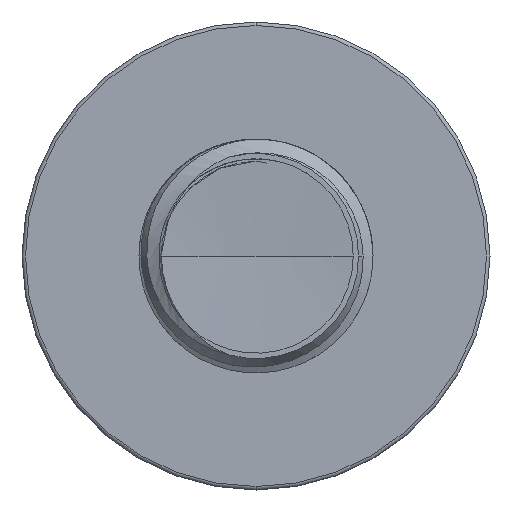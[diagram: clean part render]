
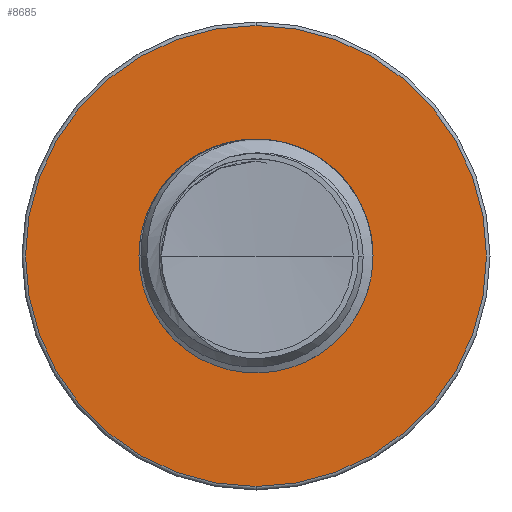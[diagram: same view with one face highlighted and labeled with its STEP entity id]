
A CAD part, front view. The second image highlights one B-rep face of the part: STEP entity #8685.
In plain terms, the highlighted planar face has unit normal (0, -1, 0).
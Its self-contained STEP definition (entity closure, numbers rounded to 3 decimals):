
#302 = EDGE_CURVE ( 'NONE', #4328, #45022, #6906, .T. ) ;
#910 = EDGE_CURVE ( 'NONE', #28177, #12387, #26447, .T. ) ;
#3648 = CARTESIAN_POINT ( 'NONE',  ( 0., 30., 0. ) ) ;
#4328 = VERTEX_POINT ( 'NONE', #46822 ) ;
#5048 = CARTESIAN_POINT ( 'NONE',  ( 0., 30., 0. ) ) ;
#6318 = EDGE_LOOP ( 'NONE', ( #33452, #14076 ) ) ;
#6906 = CIRCLE ( 'NONE', #9860, 3.99 ) ;
#7314 = CIRCLE ( 'NONE', #42703, 3.99 ) ;
#8644 = FACE_BOUND ( 'NONE', #6318, .T. ) ;
#8685 = ADVANCED_FACE ( 'NONE', ( #29378, #8644 ), #43391, .T. ) ;
#9005 = DIRECTION ( 'NONE',  ( 0., 0., -1. ) ) ;
#9860 = AXIS2_PLACEMENT_3D ( 'NONE', #36506, #36572, #13498 ) ;
#12387 = VERTEX_POINT ( 'NONE', #40600 ) ;
#12564 = CARTESIAN_POINT ( 'NONE',  ( 0., 30., 3.99 ) ) ;
#12855 = ORIENTED_EDGE ( 'NONE', *, *, #910, .T. ) ;
#13498 = DIRECTION ( 'NONE',  ( 0., 0., -1. ) ) ;
#14076 = ORIENTED_EDGE ( 'NONE', *, *, #18408, .F. ) ;
#14170 = EDGE_LOOP ( 'NONE', ( #12855, #23200 ) ) ;
#16255 = DIRECTION ( 'NONE',  ( 0., -1., 0. ) ) ;
#16640 = AXIS2_PLACEMENT_3D ( 'NONE', #39305, #16255, #43146 ) ;
#18408 = EDGE_CURVE ( 'NONE', #45022, #4328, #7314, .T. ) ;
#23200 = ORIENTED_EDGE ( 'NONE', *, *, #23606, .T. ) ;
#23606 = EDGE_CURVE ( 'NONE', #12387, #28177, #42893, .T. ) ;
#23771 = DIRECTION ( 'NONE',  ( 0., 0., -1. ) ) ;
#25547 = AXIS2_PLACEMENT_3D ( 'NONE', #3648, #37797, #23771 ) ;
#26447 = CIRCLE ( 'NONE', #25547, 7.88 ) ;
#28177 = VERTEX_POINT ( 'NONE', #31287 ) ;
#29378 = FACE_OUTER_BOUND ( 'NONE', #14170, .T. ) ;
#31287 = CARTESIAN_POINT ( 'NONE',  ( 0., 30., -7.88 ) ) ;
#31409 = DIRECTION ( 'NONE',  ( 0., -1., 0. ) ) ;
#32306 = DIRECTION ( 'NONE',  ( 0., -1., 0. ) ) ;
#33452 = ORIENTED_EDGE ( 'NONE', *, *, #302, .F. ) ;
#35286 = AXIS2_PLACEMENT_3D ( 'NONE', #12564, #31409, #47227 ) ;
#36506 = CARTESIAN_POINT ( 'NONE',  ( 0., 30., 0. ) ) ;
#36572 = DIRECTION ( 'NONE',  ( 0., -1., 0. ) ) ;
#37797 = DIRECTION ( 'NONE',  ( 0., -1., 0. ) ) ;
#39305 = CARTESIAN_POINT ( 'NONE',  ( 0., 30., 0. ) ) ;
#40084 = CARTESIAN_POINT ( 'NONE',  ( 0., 30., 3.99 ) ) ;
#40600 = CARTESIAN_POINT ( 'NONE',  ( 0., 30., 7.88 ) ) ;
#42703 = AXIS2_PLACEMENT_3D ( 'NONE', #5048, #32306, #9005 ) ;
#42893 = CIRCLE ( 'NONE', #16640, 7.88 ) ;
#43146 = DIRECTION ( 'NONE',  ( 0., 0., -1. ) ) ;
#43391 = PLANE ( 'NONE',  #35286 ) ;
#45022 = VERTEX_POINT ( 'NONE', #40084 ) ;
#46822 = CARTESIAN_POINT ( 'NONE',  ( 0., 30., -3.99 ) ) ;
#47227 = DIRECTION ( 'NONE',  ( 0., 0., -1. ) ) ;
